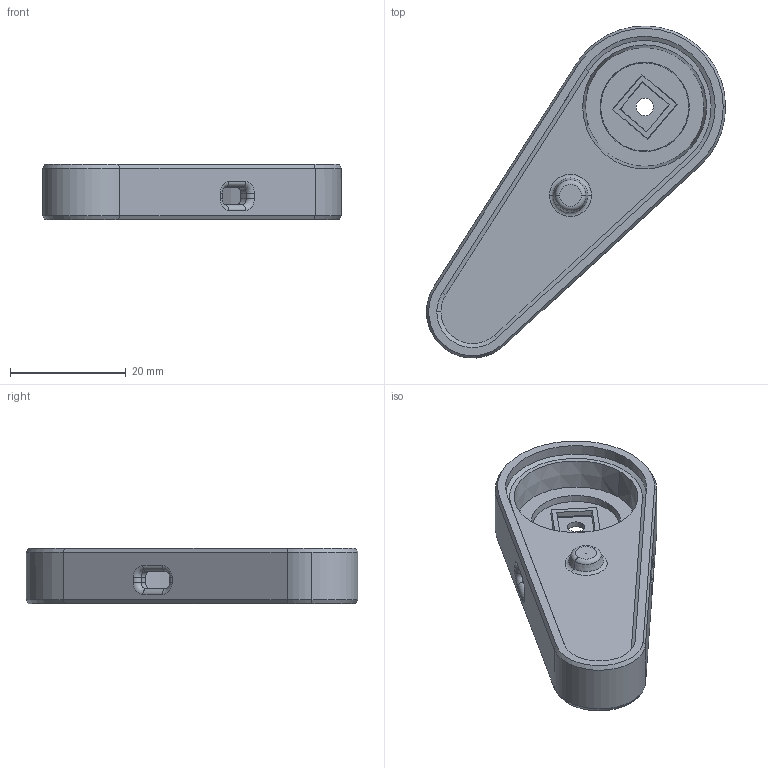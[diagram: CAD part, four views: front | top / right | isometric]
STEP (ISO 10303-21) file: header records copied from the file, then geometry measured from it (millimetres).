
FILE_DESCRIPTION (( 'STEP AP203' ), '1' );
FILE_NAME ('Pestillo.STEP', '2022-01-19T12:57:21', ( '' ), ( '' ), 'SwSTEP 2.0', 'SolidWorks 2016', '' );
FILE_SCHEMA (( 'CONFIG_CONTROL_DESIGN' ));
Length unit declared in the file: millimetre
Products named in the file (1): Pestillo
Bounding box: 51.79 x 57.47 x 9.6 mm (x, y, z)
Volume: 5719.1 mm3; surface area: 5689.4 mm2
Topology: 1 solids, 2 shells, 120 faces, 273 edges, 162 vertices
Faces by surface type: plane 51, cylinder 30, cone 27, torus 12
Entity records: 3416 total; most frequent: DIRECTION 627, CARTESIAN_POINT 556, ORIENTED_EDGE 546, EDGE_CURVE 273, AXIS2_PLACEMENT_3D 233, VERTEX_POINT 162, LINE 161, VECTOR 161
